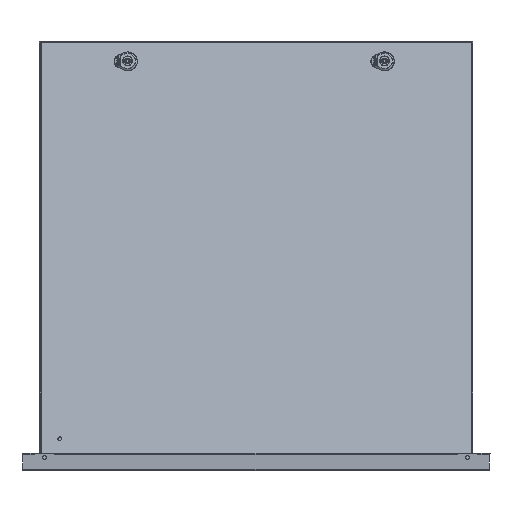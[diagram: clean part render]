
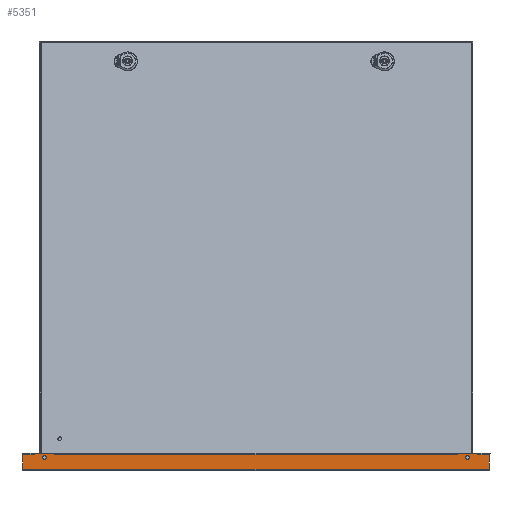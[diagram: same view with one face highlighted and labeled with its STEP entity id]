
A CAD part, left-side view. The second image highlights one B-rep face of the part: STEP entity #5351.
In plain terms, the highlighted face is planar.
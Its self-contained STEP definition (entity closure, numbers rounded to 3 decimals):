
#1908=FACE_BOUND('',#6771,.T.);
#1909=FACE_BOUND('',#6772,.T.);
#1910=FACE_BOUND('',#6773,.T.);
#2242=PLANE('',#14459);
#3701=LINE('',#40996,#4592);
#3702=LINE('',#41002,#4593);
#3704=LINE('',#41012,#4595);
#3709=LINE('',#41022,#4600);
#3711=LINE('',#41028,#4602);
#3722=LINE('',#41054,#4613);
#3723=LINE('',#41056,#4614);
#3724=LINE('',#41060,#4615);
#3726=LINE('',#41068,#4617);
#3731=LINE('',#41078,#4622);
#3744=LINE('',#41108,#4635);
#3748=LINE('',#41118,#4639);
#3749=LINE('',#41122,#4640);
#3750=LINE('',#41124,#4641);
#3751=LINE('',#41126,#4642);
#3752=LINE('',#41128,#4643);
#4592=VECTOR('',#17285,1.);
#4593=VECTOR('',#17292,1.);
#4595=VECTOR('',#17304,1.);
#4600=VECTOR('',#17311,1.);
#4602=VECTOR('',#17317,1.);
#4613=VECTOR('',#17340,1.);
#4614=VECTOR('',#17343,1.);
#4615=VECTOR('',#17348,1.);
#4617=VECTOR('',#17358,1.);
#4622=VECTOR('',#17365,1.);
#4635=VECTOR('',#17392,1.);
#4639=VECTOR('',#17402,1.);
#4640=VECTOR('',#17407,1.);
#4641=VECTOR('',#17408,1.);
#4642=VECTOR('',#17409,1.);
#4643=VECTOR('',#17410,1.);
#5351=ADVANCED_FACE('F2',(#1908,#1909,#1910),#2242,.F.);
#6771=EDGE_LOOP('',(#10067,#10068,#10069,#10070,#10071,#10072,#10073,#10074,
#10075,#10076,#10077,#10078,#10079,#10080,#10081,#10082));
#6772=EDGE_LOOP('',(#10083));
#6773=EDGE_LOOP('',(#10084));
#10067=ORIENTED_EDGE('',*,*,#12941,.F.);
#10068=ORIENTED_EDGE('',*,*,#12939,.F.);
#10069=ORIENTED_EDGE('',*,*,#12934,.F.);
#10070=ORIENTED_EDGE('',*,*,#12878,.F.);
#10071=ORIENTED_EDGE('',*,*,#12881,.F.);
#10072=ORIENTED_EDGE('',*,*,#12886,.F.);
#10073=ORIENTED_EDGE('',*,*,#12891,.F.);
#10074=ORIENTED_EDGE('',*,*,#12894,.F.);
#10075=ORIENTED_EDGE('',*,*,#12907,.F.);
#10076=ORIENTED_EDGE('',*,*,#12908,.F.);
#10077=ORIENTED_EDGE('',*,*,#12910,.F.);
#10078=ORIENTED_EDGE('',*,*,#12914,.F.);
#10079=ORIENTED_EDGE('',*,*,#12919,.F.);
#10080=ORIENTED_EDGE('',*,*,#12942,.F.);
#10081=ORIENTED_EDGE('',*,*,#12943,.F.);
#10082=ORIENTED_EDGE('',*,*,#12944,.F.);
#10083=ORIENTED_EDGE('',*,*,#12867,.F.);
#10084=ORIENTED_EDGE('',*,*,#12864,.F.);
#11204=VERTEX_POINT('',#40964);
#11206=VERTEX_POINT('',#40970);
#11216=VERTEX_POINT('',#40997);
#11217=VERTEX_POINT('',#40998);
#11218=VERTEX_POINT('',#41003);
#11221=VERTEX_POINT('',#41013);
#11224=VERTEX_POINT('',#41021);
#11226=VERTEX_POINT('',#41027);
#11235=VERTEX_POINT('',#41053);
#11236=VERTEX_POINT('',#41057);
#11237=VERTEX_POINT('',#41061);
#11239=VERTEX_POINT('',#41069);
#11242=VERTEX_POINT('',#41077);
#11253=VERTEX_POINT('',#41109);
#11256=VERTEX_POINT('',#41119);
#11257=VERTEX_POINT('',#41123);
#11258=VERTEX_POINT('',#41125);
#11259=VERTEX_POINT('',#41127);
#12864=EDGE_CURVE('E1',#11204,#11204,#13401,.T.);
#12867=EDGE_CURVE('E2',#11206,#11206,#13403,.T.);
#12878=EDGE_CURVE('E7',#11216,#11217,#3701,.T.);
#12881=EDGE_CURVE('E99',#11218,#11216,#3702,.T.);
#12886=EDGE_CURVE('E8',#11221,#11218,#3704,.T.);
#12891=EDGE_CURVE('E9',#11224,#11221,#3709,.T.);
#12894=EDGE_CURVE('E102',#11226,#11224,#3711,.T.);
#12907=EDGE_CURVE('E10',#11235,#11226,#3722,.T.);
#12908=EDGE_CURVE('E11',#11236,#11235,#3723,.T.);
#12910=EDGE_CURVE('E104',#11237,#11236,#3724,.T.);
#12914=EDGE_CURVE('E12',#11239,#11237,#3726,.T.);
#12919=EDGE_CURVE('E13',#11242,#11239,#3731,.T.);
#12934=EDGE_CURVE('E6',#11217,#11253,#3744,.T.);
#12939=EDGE_CURVE('E5',#11253,#11256,#3748,.T.);
#12941=EDGE_CURVE('E4',#11256,#11257,#3749,.T.);
#12942=EDGE_CURVE('E107',#11258,#11242,#3750,.T.);
#12943=EDGE_CURVE('E14',#11259,#11258,#3751,.T.);
#12944=EDGE_CURVE('E3',#11257,#11259,#3752,.T.);
#13401=CIRCLE('',#14414,3.45);
#13403=CIRCLE('',#14417,3.45);
#14414=AXIS2_PLACEMENT_3D('',#40967,#17258,#17259);
#14417=AXIS2_PLACEMENT_3D('',#40973,#17265,#17266);
#14459=AXIS2_PLACEMENT_3D('',#41129,#17411,#17412);
#17258=DIRECTION('',(0.,-1.,0.));
#17259=DIRECTION('',(0.,0.,-1.));
#17265=DIRECTION('',(0.,-1.,0.));
#17266=DIRECTION('',(0.,0.,-1.));
#17285=DIRECTION('',(0.,0.,1.));
#17292=DIRECTION('',(1.,0.,0.));
#17304=DIRECTION('',(1.,0.,0.));
#17311=DIRECTION('',(0.,0.,1.));
#17317=DIRECTION('',(-1.,0.,0.));
#17340=DIRECTION('',(-1.,0.,0.));
#17343=DIRECTION('',(0.,0.,1.));
#17348=DIRECTION('',(1.,0.,0.));
#17358=DIRECTION('',(1.,0.,0.));
#17365=DIRECTION('',(0.,0.,1.));
#17392=DIRECTION('',(1.,0.,0.));
#17402=DIRECTION('',(0.,0.,-1.));
#17407=DIRECTION('',(-1.,0.,0.));
#17408=DIRECTION('',(-1.,0.,0.));
#17409=DIRECTION('',(-1.,0.,0.));
#17410=DIRECTION('',(0.,0.,1.));
#17411=DIRECTION('',(0.,1.,0.));
#17412=DIRECTION('',(-1.,0.,0.));
#40964=CARTESIAN_POINT('',(295.739,-1009.704,464.817));
#40967=CARTESIAN_POINT('',(292.289,-1009.704,464.817));
#40970=CARTESIAN_POINT('',(295.739,-1009.704,-255.183));
#40973=CARTESIAN_POINT('',(292.289,-1009.704,-255.183));
#40996=CARTESIAN_POINT('',(287.589,-1009.704,451.348));
#40997=CARTESIAN_POINT('',(287.589,-1009.704,482.317));
#40998=CARTESIAN_POINT('',(287.589,-1009.704,501.317));
#41002=CARTESIAN_POINT('',(286.44,-1009.704,482.317));
#41003=CARTESIAN_POINT('',(285.291,-1009.704,482.317));
#41012=CARTESIAN_POINT('',(285.04,-1009.704,482.317));
#41013=CARTESIAN_POINT('',(284.789,-1009.704,482.317));
#41021=CARTESIAN_POINT('',(284.789,-1009.704,447.317));
#41022=CARTESIAN_POINT('',(284.789,-1009.704,464.817));
#41027=CARTESIAN_POINT('',(285.291,-1009.704,447.317));
#41028=CARTESIAN_POINT('',(285.04,-1009.704,447.317));
#41053=CARTESIAN_POINT('',(287.589,-1009.704,447.317));
#41054=CARTESIAN_POINT('',(286.44,-1009.704,447.317));
#41056=CARTESIAN_POINT('',(287.589,-1009.704,104.817));
#41057=CARTESIAN_POINT('',(287.589,-1009.704,-237.683));
#41060=CARTESIAN_POINT('',(286.44,-1009.704,-237.683));
#41061=CARTESIAN_POINT('',(285.291,-1009.704,-237.683));
#41068=CARTESIAN_POINT('',(285.04,-1009.704,-237.683));
#41069=CARTESIAN_POINT('',(284.789,-1009.704,-237.683));
#41077=CARTESIAN_POINT('',(284.789,-1009.704,-272.683));
#41078=CARTESIAN_POINT('',(284.789,-1009.704,-255.183));
#41108=CARTESIAN_POINT('',(299.789,-1009.704,501.317));
#41109=CARTESIAN_POINT('',(311.989,-1009.704,501.317));
#41118=CARTESIAN_POINT('',(311.989,-1009.704,104.817));
#41119=CARTESIAN_POINT('',(311.989,-1009.704,-291.683));
#41122=CARTESIAN_POINT('',(299.789,-1009.704,-291.683));
#41123=CARTESIAN_POINT('',(287.589,-1009.704,-291.683));
#41124=CARTESIAN_POINT('',(285.04,-1009.704,-272.683));
#41125=CARTESIAN_POINT('',(285.291,-1009.704,-272.683));
#41126=CARTESIAN_POINT('',(286.44,-1009.704,-272.683));
#41127=CARTESIAN_POINT('',(287.589,-1009.704,-272.683));
#41128=CARTESIAN_POINT('',(287.589,-1009.704,151.348));
#41129=CARTESIAN_POINT('',(284.759,-1009.704,301.348));
